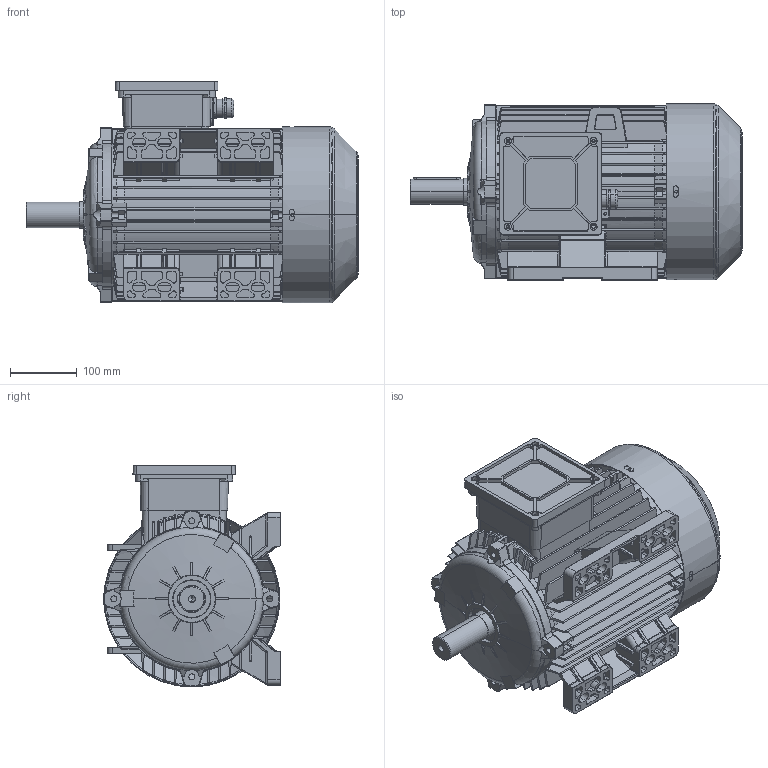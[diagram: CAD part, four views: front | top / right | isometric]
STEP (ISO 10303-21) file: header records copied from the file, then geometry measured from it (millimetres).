
FILE_DESCRIPTION (( 'STEP AP214' ), '1' );
FILE_NAME ('CA132SM-B3-IC411-2-4-6-8 POLES-TB RIGHT.STEP', '2024-09-23T07:04:21', ( '' ), ( '' ), 'SwSTEP 2.0', 'SolidWorks 2024', '' );
FILE_SCHEMA (( 'AUTOMOTIVE_DESIGN' ));
Length unit declared in the file: millimetre
Products named in the file (14): CA132SM-B3-IC411-2-4-6-8 POLES-TB RIGHT; Gruppo Coprimorsettiera 132; Scudo C-FC132 posteriore alto; Coperchio scatola morsetti 132; Scudo C132 anteriore; PRESSACAVO M25; Albero 132M serie autoventilato; Guarnizione scatola-coperchio 132; Carcassa 132SM-B3-laterale; Tappo M25; parallel_din_Parallel key A10 x 8 x 70 DIN 6885; Copriventola 132M H.113; Guarnizione scatola-motore 132; Scatola morsetti 132
Assembly tree (13 placements, depth 3):
  CA132SM-B3-IC411-2-4-6-8 POLES-TB RIGHT
    Albero 132M serie autoventilato
    Scudo C132 anteriore
    parallel_din_Parallel key A10 x 8 x 70 DIN 6885
    Scudo C-FC132 posteriore alto
    Copriventola 132M H.113
    Gruppo Coprimorsettiera 132
      Scatola morsetti 132
      Coperchio scatola morsetti 132
      Guarnizione scatola-motore 132
      PRESSACAVO M25
      Tappo M25
      Guarnizione scatola-coperchio 132
    Carcassa 132SM-B3-laterale
Bounding box: 496 x 263.5 x 331.5 mm (x, y, z)
Volume: 4319252 mm3; surface area: 1730455.1 mm2
Topology: 12 solids, 16 shells, 4287 faces, 11636 edges, 7418 vertices
Faces by surface type: plane 1892, cylinder 1138, cone 437, torus 368, bspline 330, sphere 122
Entity records: 152444 total; most frequent: CARTESIAN_POINT 46782, ORIENTED_EDGE 23188, DIRECTION 20582, EDGE_CURVE 11594, VERTEX_POINT 7410, AXIS2_PLACEMENT_3D 7254, VECTOR 6074, LINE 6074
